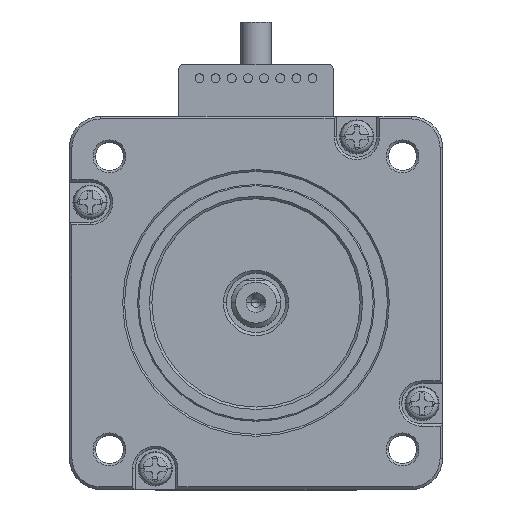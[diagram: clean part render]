
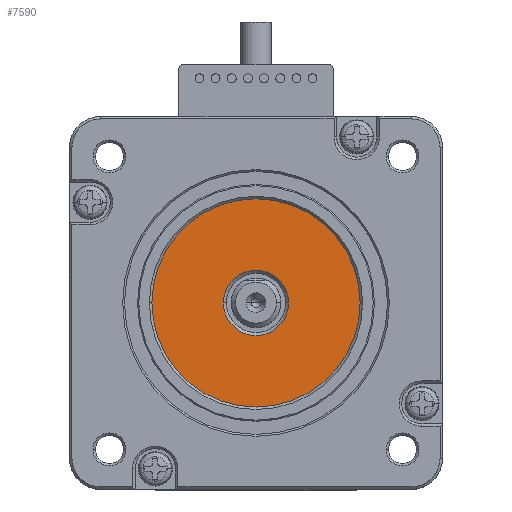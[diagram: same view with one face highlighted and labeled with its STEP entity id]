
A CAD part, top view. The second image highlights one B-rep face of the part: STEP entity #7590.
In plain terms, the highlighted planar face has unit normal (0, 0, 1).
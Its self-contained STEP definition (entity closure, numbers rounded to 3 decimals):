
#7240=CARTESIAN_POINT('',(-16.951,-16.951,1.1));
#7250=DIRECTION('',(0.,0.,1.));
#7260=DIRECTION('',(1.,0.,-0.));
#7270=AXIS2_PLACEMENT_3D('',#7240,#7250,#7260);
#7280=PLANE('',#7270);
#7290=CARTESIAN_POINT('',(0.,0.,1.1))
;
#7300=DIRECTION('',(0.,0.,1.));
#7310=DIRECTION('',(1.,0.,0.));
#7320=AXIS2_PLACEMENT_3D('',#7290,#7300,#7310);
#7330=CIRCLE('',#7320,16.75);
#7340=CARTESIAN_POINT('',(16.75,0.,1.1));
#7350=VERTEX_POINT('',#7340);
#7360=CARTESIAN_POINT('',(-16.75,0.,1.1));
#7370=VERTEX_POINT('',#7360);
#7380=EDGE_CURVE('',#7350,#7370,#7330,.T.);
#7390=ORIENTED_EDGE('',*,*,#7380,.T.);
#7400=EDGE_CURVE('',#7370,#7350,#7330,.T.);
#7410=ORIENTED_EDGE('',*,*,#7400,.T.);
#7420=EDGE_LOOP('',(#7410,#7390));
#7430=FACE_OUTER_BOUND('',#7420,.T.);
#7440=CARTESIAN_POINT('',(0.,0.,1.1
));
#7450=DIRECTION('',(-0.,-0.,-1.));
#7460=DIRECTION('',(1.,0.,0.));
#7470=AXIS2_PLACEMENT_3D('',#7440,#7450,#7460);
#7480=CIRCLE('',#7470,5.25);
#7490=CARTESIAN_POINT('',(5.25,0.,
1.1));
#7500=VERTEX_POINT('',#7490);
#7510=CARTESIAN_POINT('',(-5.25,0.,1.1));
#7520=VERTEX_POINT('',#7510);
#7530=EDGE_CURVE('',#7500,#7520,#7480,.T.);
#7540=ORIENTED_EDGE('',*,*,#7530,.T.);
#7550=EDGE_CURVE('',#7520,#7500,#7480,.T.);
#7560=ORIENTED_EDGE('',*,*,#7550,.T.);
#7570=EDGE_LOOP('',(#7560,#7540));
#7580=FACE_BOUND('',#7570,.T.);
#7590=ADVANCED_FACE('',(#7430,#7580),#7280,.T.);
